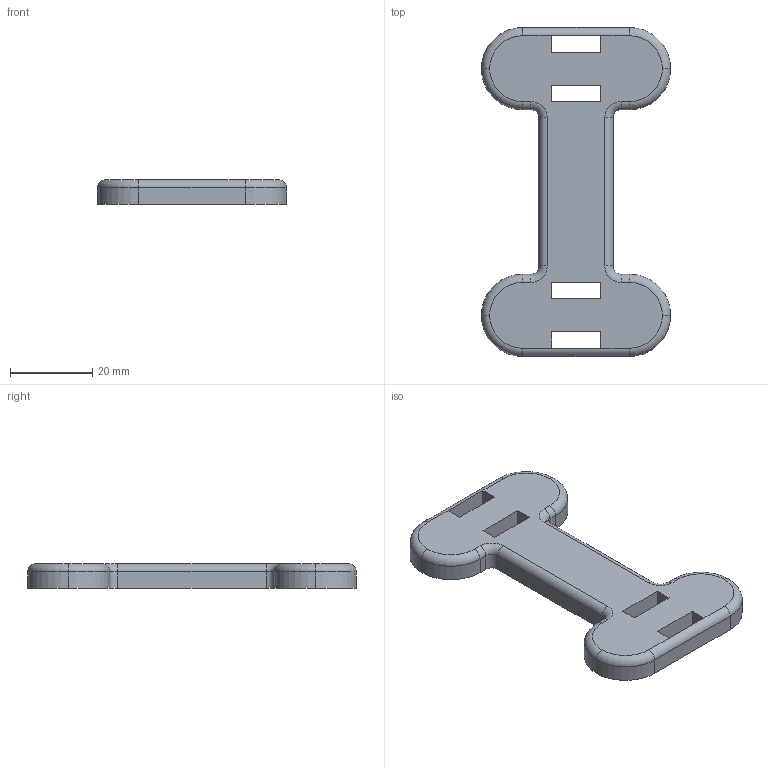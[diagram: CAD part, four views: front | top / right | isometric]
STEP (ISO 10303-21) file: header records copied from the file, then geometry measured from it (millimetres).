
FILE_DESCRIPTION (( 'STEP AP203' ), '1' );
FILE_NAME ('Spool roller bottom Rubbermaid21Cup (for 4mm sides) v7.STEP', '2019-01-26T18:05:33', ( '' ), ( '' ), 'SwSTEP 2.0', 'SolidWorks 2018', '' );
FILE_SCHEMA (( 'CONFIG_CONTROL_DESIGN' ));
Length unit declared in the file: millimetre
Products named in the file (1): Spool roller bottom Rubbermaid21Cup (for 4mm sides) v7
Bounding box: 46 x 80 x 6 mm (x, y, z)
Volume: 12971.9 mm3; surface area: 6554.7 mm2
Topology: 1 solids, 1 shells, 58 faces, 150 edges, 92 vertices
Faces by surface type: plane 26, cylinder 20, torus 12
Entity records: 1851 total; most frequent: DIRECTION 324, CARTESIAN_POINT 301, ORIENTED_EDGE 300, EDGE_CURVE 150, AXIS2_PLACEMENT_3D 115, LINE 94, VECTOR 94, VERTEX_POINT 92
